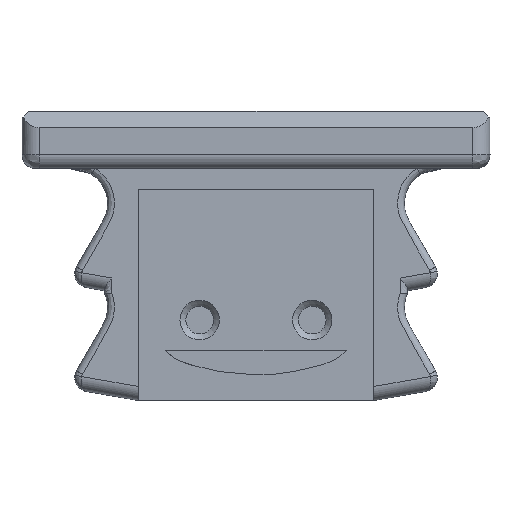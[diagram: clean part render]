
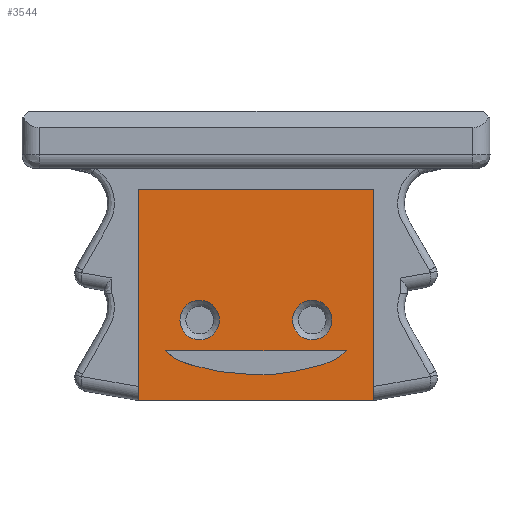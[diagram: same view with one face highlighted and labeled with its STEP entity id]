
A CAD part, front view. The second image highlights one B-rep face of the part: STEP entity #3544.
In plain terms, the highlighted planar face has unit normal (0, -1, 0).
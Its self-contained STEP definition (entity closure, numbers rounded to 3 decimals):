
#37=FACE_BOUND('',#683,.T.);
#38=FACE_BOUND('',#684,.T.);
#39=FACE_BOUND('',#685,.T.);
#147=B_SPLINE_CURVE_WITH_KNOTS('',3,(#5797,#5798,#5799,#5800,#5801,#5802,
#5803,#5804,#5805,#5806,#5807,#5808,#5809),.UNSPECIFIED.,.F.,.F.,(4,3,3,
3,4),(0.227,0.373,0.659,1.412,
1.661),.UNSPECIFIED.);
#166=B_SPLINE_CURVE_WITH_KNOTS('',3,(#6909,#6910,#6911,#6912,#6913,#6914,
#6915,#6916,#6917,#6918),.UNSPECIFIED.,.F.,.F.,(4,2,2,2,4),(2.316,
2.346,2.812,3.051,3.063),
 .UNSPECIFIED.);
#167=B_SPLINE_CURVE_WITH_KNOTS('',3,(#6919,#6920,#6921,#6922),
 .UNSPECIFIED.,.F.,.F.,(4,4),(1.687,2.316),
 .UNSPECIFIED.);
#292=CIRCLE('',#3753,1.141);
#303=CIRCLE('',#3776,1.141);
#483=FACE_OUTER_BOUND('',#682,.T.);
#682=EDGE_LOOP('',(#2533,#2534,#2535,#2536));
#683=EDGE_LOOP('',(#2537));
#684=EDGE_LOOP('',(#2538,#2539,#2540,#2541));
#685=EDGE_LOOP('',(#2542));
#901=LINE('',#6856,#1159);
#902=LINE('',#6924,#1160);
#906=LINE('',#6979,#1164);
#907=LINE('',#6982,#1165);
#908=LINE('',#6983,#1166);
#1159=VECTOR('',#4206,10.);
#1160=VECTOR('',#4211,10.);
#1164=VECTOR('',#4217,10.);
#1165=VECTOR('',#4220,10.);
#1166=VECTOR('',#4221,10.);
#1368=VERTEX_POINT('',#5068);
#1421=VERTEX_POINT('',#5794);
#1422=VERTEX_POINT('',#5796);
#1423=VERTEX_POINT('',#5815);
#1447=VERTEX_POINT('',#6826);
#1452=VERTEX_POINT('',#6848);
#1454=VERTEX_POINT('',#6854);
#1456=VERTEX_POINT('',#6908);
#1460=VERTEX_POINT('',#6977);
#1461=VERTEX_POINT('',#6981);
#1813=EDGE_CURVE('',#1421,#1422,#147,.T.);
#1818=EDGE_CURVE('',#1423,#1423,#292,.F.);
#1860=EDGE_CURVE('',#1452,#1452,#303,.F.);
#1863=EDGE_CURVE('',#1454,#1421,#901,.T.);
#1866=EDGE_CURVE('',#1456,#1454,#166,.T.);
#1867=EDGE_CURVE('',#1422,#1456,#167,.T.);
#1868=EDGE_CURVE('',#1447,#1368,#902,.F.);
#1874=EDGE_CURVE('',#1460,#1447,#906,.T.);
#1875=EDGE_CURVE('',#1461,#1460,#907,.T.);
#1876=EDGE_CURVE('',#1461,#1368,#908,.T.);
#2533=ORIENTED_EDGE('',*,*,#1874,.F.);
#2534=ORIENTED_EDGE('',*,*,#1875,.F.);
#2535=ORIENTED_EDGE('',*,*,#1876,.T.);
#2536=ORIENTED_EDGE('',*,*,#1868,.F.);
#2537=ORIENTED_EDGE('',*,*,#1860,.F.);
#2538=ORIENTED_EDGE('',*,*,#1863,.F.);
#2539=ORIENTED_EDGE('',*,*,#1866,.F.);
#2540=ORIENTED_EDGE('',*,*,#1867,.F.);
#2541=ORIENTED_EDGE('',*,*,#1813,.F.);
#2542=ORIENTED_EDGE('',*,*,#1818,.F.);
#3419=PLANE('',#3781);
#3544=ADVANCED_FACE('',(#483,#37,#38,#39),#3419,.T.);
#3753=AXIS2_PLACEMENT_3D('',#5817,#4141,#4142);
#3776=AXIS2_PLACEMENT_3D('',#6850,#4200,#4201);
#3781=AXIS2_PLACEMENT_3D('',#6980,#4218,#4219);
#4141=DIRECTION('center_axis',(0.,1.,
0.));
#4142=DIRECTION('ref_axis',(1.,0.,0.));
#4200=DIRECTION('center_axis',(0.,1.,
0.));
#4201=DIRECTION('ref_axis',(1.,0.,0.));
#4206=DIRECTION('',(-1.,0.,0.));
#4211=DIRECTION('',(1.,0.,0.));
#4217=DIRECTION('',(0.,0.,-1.));
#4218=DIRECTION('center_axis',(0.,-1.,
0.));
#4219=DIRECTION('ref_axis',(-1.,0.,0.));
#4220=DIRECTION('',(1.,0.,0.));
#4221=DIRECTION('',(0.,0.,-1.));
#5068=CARTESIAN_POINT('',(6.719,-9.125,0.068));
#5794=CARTESIAN_POINT('',(8.289,-9.125,2.952));
#5796=CARTESIAN_POINT('',(13.516,-9.125,1.552));
#5797=CARTESIAN_POINT('Ctrl Pts',(8.289,-9.125,2.952));
#5798=CARTESIAN_POINT('Ctrl Pts',(8.648,-9.125,2.634));
#5799=CARTESIAN_POINT('Ctrl Pts',(8.704,-9.125,2.585));
#5800=CARTESIAN_POINT('Ctrl Pts',(8.801,-9.125,2.523));
#5801=CARTESIAN_POINT('Ctrl Pts',(8.989,-9.125,2.402));
#5802=CARTESIAN_POINT('Ctrl Pts',(9.229,-9.125,2.298));
#5803=CARTESIAN_POINT('Ctrl Pts',(9.497,-9.125,2.204));
#5804=CARTESIAN_POINT('Ctrl Pts',(10.207,-9.125,1.956));
#5805=CARTESIAN_POINT('Ctrl Pts',(11.303,-9.125,1.719));
#5806=CARTESIAN_POINT('Ctrl Pts',(12.381,-9.125,1.613));
#5807=CARTESIAN_POINT('Ctrl Pts',(12.737,-9.125,1.578));
#5808=CARTESIAN_POINT('Ctrl Pts',(12.929,-9.125,1.556));
#5809=CARTESIAN_POINT('Ctrl Pts',(13.516,-9.125,1.552));
#5815=CARTESIAN_POINT('',(9.125,-9.125,4.718));
#5817=CARTESIAN_POINT('Origin',(10.266,-9.125,4.718));
#6826=CARTESIAN_POINT('',(20.319,-9.125,0.068));
#6848=CARTESIAN_POINT('',(15.625,-9.125,4.718));
#6850=CARTESIAN_POINT('Origin',(16.766,-9.125,4.718));
#6854=CARTESIAN_POINT('',(18.743,-9.125,2.952));
#6856=CARTESIAN_POINT('',(13.479,-9.125,2.952));
#6908=CARTESIAN_POINT('',(15.836,-9.125,1.778));
#6909=CARTESIAN_POINT('Ctrl Pts',(15.836,-9.125,1.778));
#6910=CARTESIAN_POINT('Ctrl Pts',(15.876,-9.125,1.786));
#6911=CARTESIAN_POINT('Ctrl Pts',(15.918,-9.125,1.794));
#6912=CARTESIAN_POINT('Ctrl Pts',(16.612,-9.125,1.925));
#6913=CARTESIAN_POINT('Ctrl Pts',(17.428,-9.125,2.123));
#6914=CARTESIAN_POINT('Ctrl Pts',(18.241,-9.125,2.507));
#6915=CARTESIAN_POINT('Ctrl Pts',(18.36,-9.125,2.613));
#6916=CARTESIAN_POINT('Ctrl Pts',(18.71,-9.125,2.923));
#6917=CARTESIAN_POINT('Ctrl Pts',(18.727,-9.125,2.937));
#6918=CARTESIAN_POINT('Ctrl Pts',(18.743,-9.125,2.952));
#6919=CARTESIAN_POINT('Ctrl Pts',(13.516,-9.125,1.552));
#6920=CARTESIAN_POINT('Ctrl Pts',(14.481,-9.125,1.559));
#6921=CARTESIAN_POINT('Ctrl Pts',(14.99,-9.125,1.621));
#6922=CARTESIAN_POINT('Ctrl Pts',(15.836,-9.125,1.778));
#6924=CARTESIAN_POINT('',(13.519,-9.125,0.068));
#6977=CARTESIAN_POINT('',(20.319,-9.125,12.268));
#6979=CARTESIAN_POINT('',(20.319,-9.125,12.268));
#6980=CARTESIAN_POINT('Origin',(20.319,-9.125,12.268));
#6981=CARTESIAN_POINT('',(6.719,-9.125,12.268));
#6982=CARTESIAN_POINT('',(16.919,-9.125,12.268));
#6983=CARTESIAN_POINT('',(6.719,-9.125,12.268));
